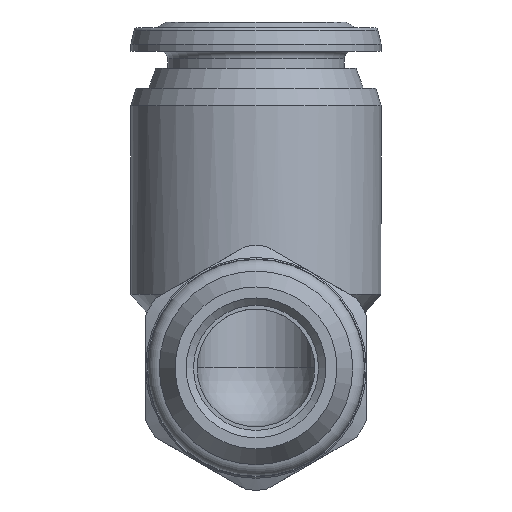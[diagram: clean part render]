
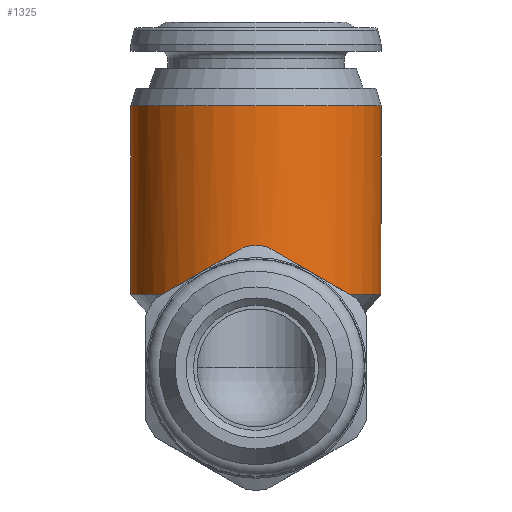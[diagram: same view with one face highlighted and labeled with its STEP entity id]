
A CAD part, front view. The second image highlights one B-rep face of the part: STEP entity #1325.
In plain terms, the highlighted cylindrical face has radius 8.5 mm (diameter 17 mm), a full revolution.
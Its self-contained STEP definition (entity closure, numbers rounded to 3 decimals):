
#65=B_SPLINE_CURVE_WITH_KNOTS('',3,(#1815,#1816,#1817,#1818,#1819,#1820,
#1821),.UNSPECIFIED.,.F.,.F.,(4,1,1,1,4),(0.,0.002,0.005,
0.007,0.009),.UNSPECIFIED.);
#140=CIRCLE('',#1379,8.5);
#175=CIRCLE('',#1445,8.5);
#331=ORIENTED_EDGE('',*,*,#442,.F.);
#332=ORIENTED_EDGE('',*,*,#435,.T.);
#333=ORIENTED_EDGE('',*,*,#516,.T.);
#435=EDGE_CURVE('',#549,#548,#65,.T.);
#442=EDGE_CURVE('',#549,#548,#140,.T.);
#516=EDGE_CURVE('',#599,#599,#175,.T.);
#548=VERTEX_POINT('',#1814);
#549=VERTEX_POINT('',#1822);
#599=VERTEX_POINT('',#2061);
#666=EDGE_LOOP('',(#331,#332));
#667=EDGE_LOOP('',(#333));
#763=FACE_BOUND('',#666,.T.);
#764=FACE_BOUND('',#667,.T.);
#828=CYLINDRICAL_SURFACE('',#1444,8.5);
#1325=ADVANCED_FACE('',(#763,#764),#828,.T.);
#1379=AXIS2_PLACEMENT_3D('',#1838,#1535,#1536);
#1444=AXIS2_PLACEMENT_3D('',#2059,#1680,#1681);
#1445=AXIS2_PLACEMENT_3D('',#2060,#1682,#1683);
#1535=DIRECTION('',(0.,0.,-1.));
#1536=DIRECTION('',(-1.,0.,0.));
#1680=DIRECTION('',(0.,0.,-1.));
#1681=DIRECTION('',(-1.,0.,0.));
#1682=DIRECTION('',(0.,0.,-1.));
#1683=DIRECTION('',(-1.,0.,0.));
#1814=CARTESIAN_POINT('',(4.153,20.084,5.));
#1815=CARTESIAN_POINT('',(-4.153,20.084,5.));
#1816=CARTESIAN_POINT('',(-3.6,19.774,5.46));
#1817=CARTESIAN_POINT('',(-2.329,19.225,6.21));
#1818=CARTESIAN_POINT('',(-0.008,18.889,6.644));
#1819=CARTESIAN_POINT('',(2.321,19.221,6.214));
#1820=CARTESIAN_POINT('',(3.599,19.774,5.46));
#1821=CARTESIAN_POINT('',(4.153,20.084,5.));
#1822=CARTESIAN_POINT('',(-4.153,20.084,5.));
#1838=CARTESIAN_POINT('',(0.,27.5,5.));
#2059=CARTESIAN_POINT('',(0.,27.5,0.));
#2060=CARTESIAN_POINT('',(0.,27.5,17.8));
#2061=CARTESIAN_POINT('',(-8.5,27.5,17.8));
